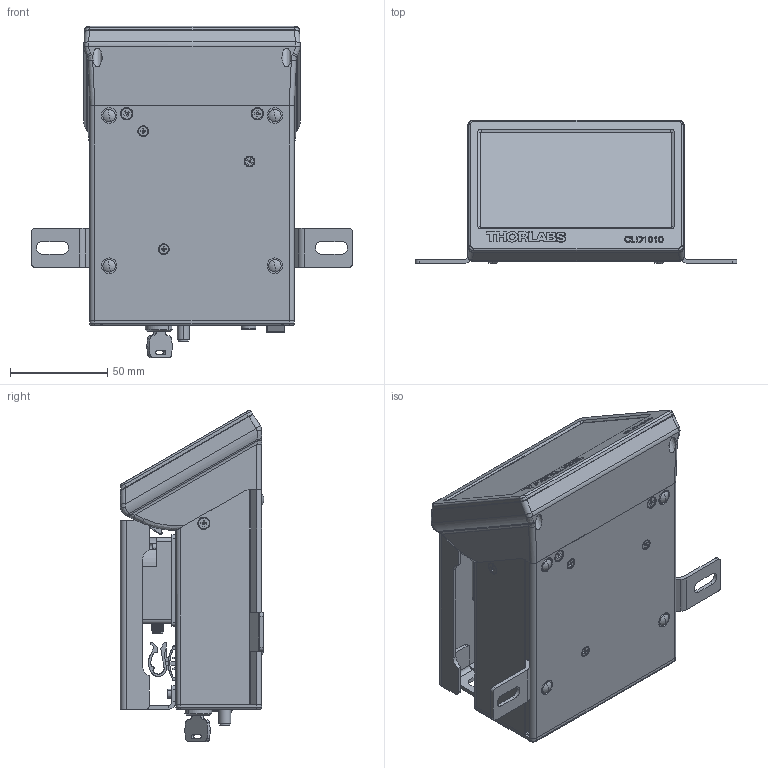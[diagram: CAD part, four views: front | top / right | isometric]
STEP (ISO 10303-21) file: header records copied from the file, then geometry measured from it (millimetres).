
FILE_DESCRIPTION (( 'STEP AP214' ), '1' );
FILE_NAME ('MTN003780.STEP', '2014-02-19T13:39:53', ( '' ), ( '' ), 'SwSTEP 2.0', 'SolidWorks 2013', '' );
FILE_SCHEMA (( 'AUTOMOTIVE_DESIGN' ));
Length unit declared in the file: millimetre
Products named in the file (1): MTN003780
Bounding box: 165.02 x 73.65 x 169.89 mm (x, y, z)
Surface area: 228010.1 mm2 (no closed solid volume)
Topology: 0 solids, 86 shells, 5719 faces, 16440 edges, 10882 vertices
Faces by surface type: plane 3788, cylinder 1048, cone 437, bspline 361, torus 63, sphere 22
Entity records: 283585 total; most frequent: CARTESIAN_POINT 73677, ORIENTED_EDGE 31327, DIRECTION 28638, EDGE_CURVE 16374, VECTOR 12060, LINE 12060, VERTEX_POINT 10882, AXIS2_PLACEMENT_3D 8289
